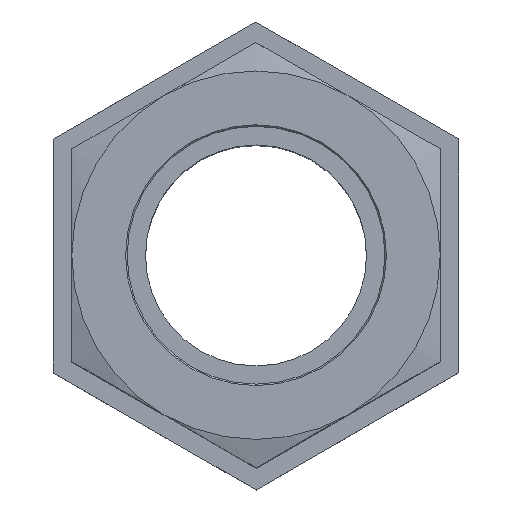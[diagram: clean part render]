
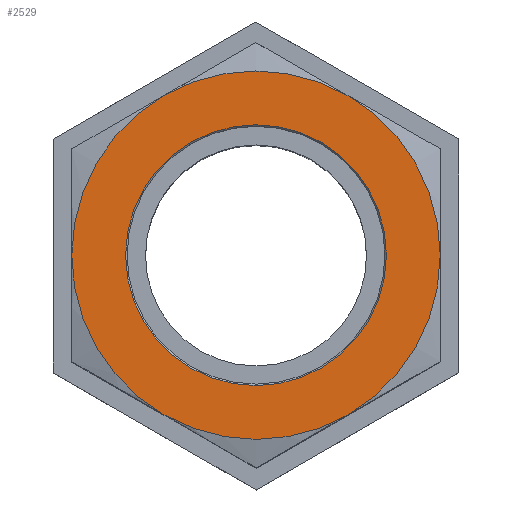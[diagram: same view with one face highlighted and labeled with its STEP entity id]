
A CAD part, top view. The second image highlights one B-rep face of the part: STEP entity #2529.
In plain terms, the highlighted planar face has unit normal (0, 0, 1).
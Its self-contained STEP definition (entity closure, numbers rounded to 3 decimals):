
#2433=CARTESIAN_POINT('',(17.7,0.,24.));
#2434=VERTEX_POINT('',#2433);
#2435=CARTESIAN_POINT('',(0.0,0.0,24.));
#2436=DIRECTION('',(0.0,0.0,1.0));
#2437=DIRECTION('',(-1.0,0.0,0.0));
#2438=AXIS2_PLACEMENT_3D('',#2435,#2436,#2437);
#2439=CIRCLE('',#2438,17.7);
#2440=EDGE_CURVE('',#2434,#2434,#2439,.T.);
#2465=CARTESIAN_POINT('',(0.,0.,24.));
#2466=DIRECTION('',(0.0,0.0,1.0));
#2467=DIRECTION('',(1.0,0.0,0.0));
#2468=AXIS2_PLACEMENT_3D('',#2465,#2466,#2467);
#2469=PLANE('',#2468);
#2470=CARTESIAN_POINT('',(-12.5,-21.651,24.));
#2471=VERTEX_POINT('',#2470);
#2472=CARTESIAN_POINT('',(12.5,-21.651,24.));
#2473=VERTEX_POINT('',#2472);
#2474=CARTESIAN_POINT('',(0.0,0.0,24.));
#2475=DIRECTION('',(0.0,0.0,1.0));
#2476=DIRECTION('',(-0.5,-0.866,0.0));
#2477=AXIS2_PLACEMENT_3D('',#2474,#2475,#2476);
#2478=CIRCLE('',#2477,25.);
#2479=EDGE_CURVE('',#2471,#2473,#2478,.T.);
#2480=ORIENTED_EDGE('',*,*,#2479,.T.);
#2481=CARTESIAN_POINT('',(25.,0.,24.));
#2482=VERTEX_POINT('',#2481);
#2483=CARTESIAN_POINT('',(0.0,0.0,24.));
#2484=DIRECTION('',(0.0,0.0,1.0));
#2485=DIRECTION('',(-0.5,-0.866,0.0));
#2486=AXIS2_PLACEMENT_3D('',#2483,#2484,#2485);
#2487=CIRCLE('',#2486,25.);
#2488=EDGE_CURVE('',#2473,#2482,#2487,.T.);
#2489=ORIENTED_EDGE('',*,*,#2488,.T.);
#2490=CARTESIAN_POINT('',(12.5,21.651,24.));
#2491=VERTEX_POINT('',#2490);
#2492=CARTESIAN_POINT('',(0.0,0.0,24.));
#2493=DIRECTION('',(0.0,0.0,1.0));
#2494=DIRECTION('',(-0.5,-0.866,0.0));
#2495=AXIS2_PLACEMENT_3D('',#2492,#2493,#2494);
#2496=CIRCLE('',#2495,25.);
#2497=EDGE_CURVE('',#2482,#2491,#2496,.T.);
#2498=ORIENTED_EDGE('',*,*,#2497,.T.);
#2499=CARTESIAN_POINT('',(-12.5,21.651,24.));
#2500=VERTEX_POINT('',#2499);
#2501=CARTESIAN_POINT('',(0.0,0.0,24.));
#2502=DIRECTION('',(0.0,0.0,1.0));
#2503=DIRECTION('',(-0.5,-0.866,0.0));
#2504=AXIS2_PLACEMENT_3D('',#2501,#2502,#2503);
#2505=CIRCLE('',#2504,25.);
#2506=EDGE_CURVE('',#2491,#2500,#2505,.T.);
#2507=ORIENTED_EDGE('',*,*,#2506,.T.);
#2508=CARTESIAN_POINT('',(-25.0,0.0,24.));
#2509=VERTEX_POINT('',#2508);
#2510=CARTESIAN_POINT('',(0.0,0.0,24.));
#2511=DIRECTION('',(0.0,0.0,1.0));
#2512=DIRECTION('',(-0.5,-0.866,0.0));
#2513=AXIS2_PLACEMENT_3D('',#2510,#2511,#2512);
#2514=CIRCLE('',#2513,25.);
#2515=EDGE_CURVE('',#2500,#2509,#2514,.T.);
#2516=ORIENTED_EDGE('',*,*,#2515,.T.);
#2517=CARTESIAN_POINT('',(0.0,0.0,24.));
#2518=DIRECTION('',(0.0,0.0,1.0));
#2519=DIRECTION('',(-0.5,-0.866,0.0));
#2520=AXIS2_PLACEMENT_3D('',#2517,#2518,#2519);
#2521=CIRCLE('',#2520,25.);
#2522=EDGE_CURVE('',#2509,#2471,#2521,.T.);
#2523=ORIENTED_EDGE('',*,*,#2522,.T.);
#2524=EDGE_LOOP('',(#2480,#2489,#2498,#2507,#2516,#2523));
#2525=FACE_OUTER_BOUND('',#2524,.T.);
#2526=ORIENTED_EDGE('',*,*,#2440,.F.);
#2527=EDGE_LOOP('',(#2526));
#2528=FACE_BOUND('',#2527,.T.);
#2529=ADVANCED_FACE('',(#2525,#2528),#2469,.T.);
